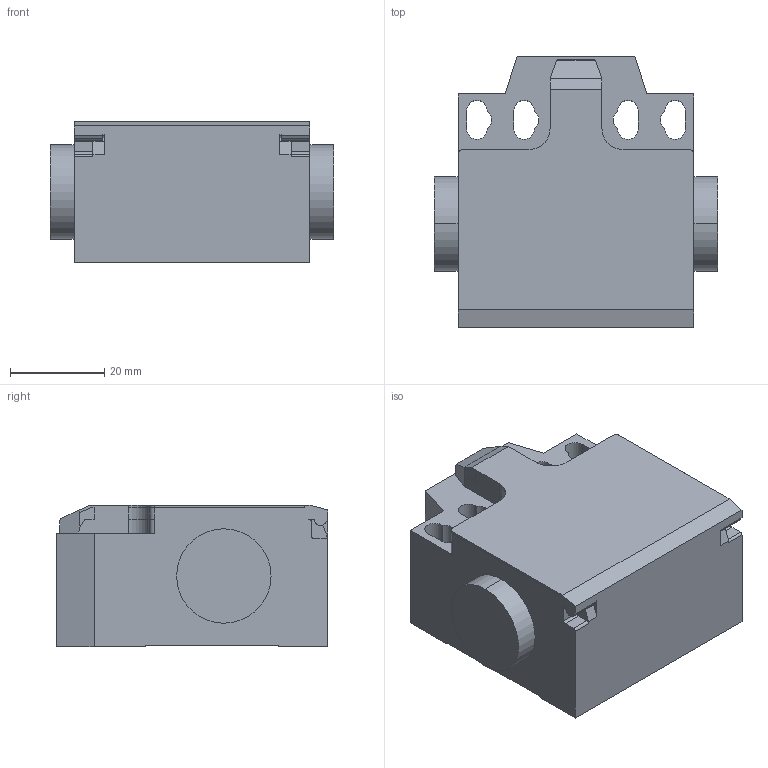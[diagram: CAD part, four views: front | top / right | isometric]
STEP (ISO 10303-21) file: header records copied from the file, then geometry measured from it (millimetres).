
FILE_DESCRIPTION((''),'2;1');
FILE_NAME('3d_KXCCS11.stp','2012-10-03T07:33:52',(''),(''),'Mechanical Desktop 2011','Mechanical Desktop 2011',', , ');
FILE_SCHEMA(('CONFIG_CONTROL_DESIGN'));
Length unit declared in the file: millimetre
Products named in the file (1): Product
Bounding box: 60 x 57.5 x 30 mm (x, y, z)
Volume: 75806.6 mm3; surface area: 14483.8 mm2
Topology: 1 solids, 1 shells, 116 faces, 363 edges, 261 vertices
Faces by surface type: plane 60, cylinder 30, bspline 26
Entity records: 4286 total; most frequent: CARTESIAN_POINT 974, ORIENTED_EDGE 700, DIRECTION 627, EDGE_CURVE 350, VECTOR 281, LINE 281, VERTEX_POINT 236, AXIS2_PLACEMENT_3D 173
